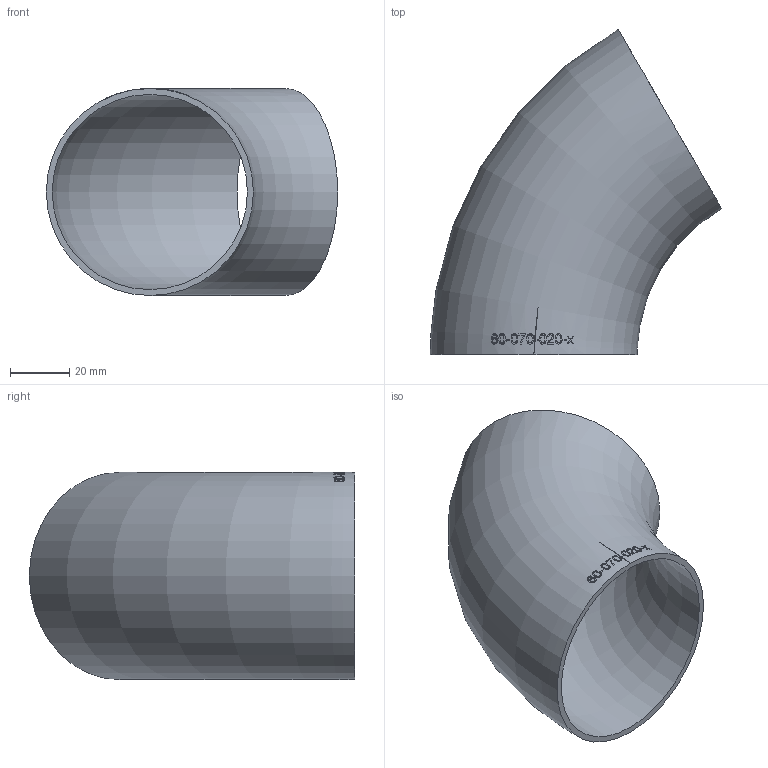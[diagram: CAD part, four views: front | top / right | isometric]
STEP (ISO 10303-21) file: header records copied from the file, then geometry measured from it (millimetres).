
FILE_DESCRIPTION (( 'STEP AP214' ), '1' );
FILE_NAME ('60-070-020-x Bogen 2004.STEP', '2020-04-21T15:24:43', ( '' ), ( '' ), 'SwSTEP 2.0', 'SolidWorks 2019', '' );
FILE_SCHEMA (( 'AUTOMOTIVE_DESIGN' ));
Length unit declared in the file: millimetre
Products named in the file (1): 60-070-020-x Bogen 2004
Bounding box: 98.5 x 109.99 x 70 mm (x, y, z)
Volume: 41161.7 mm3; surface area: 42022.8 mm2
Topology: 1 solids, 1 shells, 136 faces, 349 edges, 233 vertices
Faces by surface type: bspline 114, torus 20, plane 2
Entity records: 21085 total; most frequent: CARTESIAN_POINT 17376, ORIENTED_EDGE 692, EDGE_CURVE 346, B_SPLINE_CURVE_WITH_KNOTS 342, VERTEX_POINT 232, EDGE_LOOP 158, FACE_OUTER_BOUND 138, ADVANCED_FACE 136
